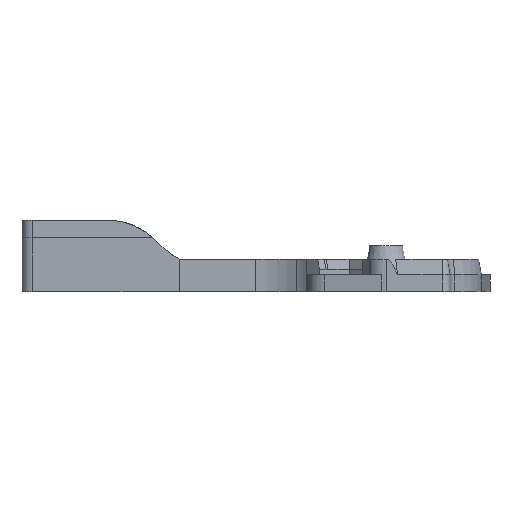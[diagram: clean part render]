
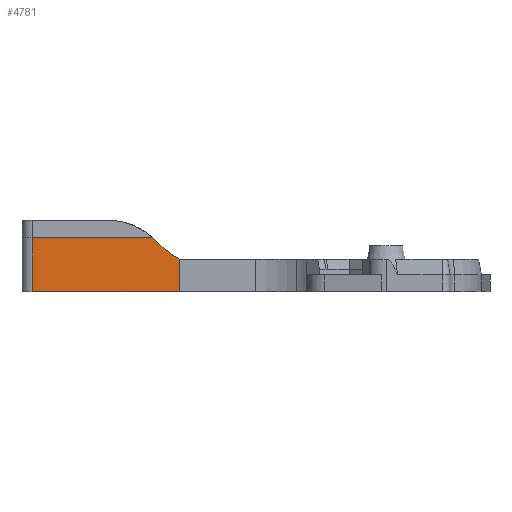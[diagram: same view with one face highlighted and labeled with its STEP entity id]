
A CAD part, front view. The second image highlights one B-rep face of the part: STEP entity #4781.
In plain terms, the highlighted planar face has unit normal (0, -1, 0).
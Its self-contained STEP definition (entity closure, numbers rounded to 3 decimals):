
#36=B_SPLINE_CURVE_WITH_KNOTS('',3,(#8039,#8040,#8041,#8042,#8043,#8044,
#8045,#8046,#8047,#8048,#8049,#8050,#8051,#8052,#8053,#8054,#8055,#8056,
#8057,#8058,#8059,#8060,#8061,#8062,#8063,#8064,#8065,#8066,#8067,#8068,
#8069,#8070,#8071,#8072,#8073,#8074,#8075,#8076,#8077,#8078),
 .UNSPECIFIED.,.F.,.F.,(4,3,3,3,3,3,3,3,3,3,3,3,3,4),(0.152,
0.173,0.196,0.222,0.247,0.269,
0.29,0.309,0.328,0.345,
0.362,0.38,0.396,0.397),
 .UNSPECIFIED.);
#213=PLANE('',#5205);
#428=FACE_OUTER_BOUND('',#718,.T.);
#718=EDGE_LOOP('',(#3853,#3854,#3855,#3856,#3857));
#1125=LINE('',#6981,#1575);
#1202=LINE('',#7332,#1652);
#1203=LINE('',#7335,#1653);
#1386=LINE('',#8038,#1836);
#1575=VECTOR('',#5498,10.);
#1652=VECTOR('',#5733,10.);
#1653=VECTOR('',#5736,10.);
#1836=VECTOR('',#6313,10.);
#2003=VERTEX_POINT('',#6914);
#2029=VERTEX_POINT('',#6978);
#2030=VERTEX_POINT('',#6980);
#2077=VERTEX_POINT('',#7143);
#2117=VERTEX_POINT('',#7334);
#2477=EDGE_CURVE('',#2029,#2030,#1125,.T.);
#2603=EDGE_CURVE('',#2030,#2077,#1202,.T.);
#2604=EDGE_CURVE('',#2077,#2117,#1203,.T.);
#2887=EDGE_CURVE('',#2029,#2003,#1386,.T.);
#2888=EDGE_CURVE('',#2003,#2117,#36,.T.);
#3853=ORIENTED_EDGE('',*,*,#2477,.F.);
#3854=ORIENTED_EDGE('',*,*,#2887,.T.);
#3855=ORIENTED_EDGE('',*,*,#2888,.T.);
#3856=ORIENTED_EDGE('',*,*,#2604,.F.);
#3857=ORIENTED_EDGE('',*,*,#2603,.F.);
#4781=ADVANCED_FACE('',(#428),#213,.T.);
#5205=AXIS2_PLACEMENT_3D('',#8037,#6311,#6312);
#5498=DIRECTION('',(-1.,0.,0.));
#5733=DIRECTION('',(0.,0.,1.));
#5736=DIRECTION('',(1.,0.,0.));
#6311=DIRECTION('center_axis',(0.,-1.,0.));
#6312=DIRECTION('ref_axis',(1.,0.,0.));
#6313=DIRECTION('',(0.,0.,1.));
#6914=CARTESIAN_POINT('',(142.477,233.922,8.144));
#6978=CARTESIAN_POINT('',(142.477,233.922,1.908));
#6980=CARTESIAN_POINT('',(114.378,233.922,1.908));
#6981=CARTESIAN_POINT('',(130.297,233.922,1.908));
#7143=CARTESIAN_POINT('',(114.378,233.922,12.211));
#7332=CARTESIAN_POINT('',(114.378,233.922,1.908));
#7334=CARTESIAN_POINT('',(137.378,233.922,12.211));
#7335=CARTESIAN_POINT('',(112.378,233.922,12.211));
#8037=CARTESIAN_POINT('Origin',(112.378,233.922,1.908));
#8038=CARTESIAN_POINT('',(142.477,233.922,5.316));
#8039=CARTESIAN_POINT('Ctrl Pts',(142.477,233.922,8.144));
#8040=CARTESIAN_POINT('Ctrl Pts',(142.287,233.922,8.232));
#8041=CARTESIAN_POINT('Ctrl Pts',(142.104,233.922,8.325));
#8042=CARTESIAN_POINT('Ctrl Pts',(141.928,233.922,8.421));
#8043=CARTESIAN_POINT('Ctrl Pts',(141.737,233.922,8.525));
#8044=CARTESIAN_POINT('Ctrl Pts',(141.554,233.922,8.633));
#8045=CARTESIAN_POINT('Ctrl Pts',(141.377,233.922,8.745));
#8046=CARTESIAN_POINT('Ctrl Pts',(141.173,233.922,8.875));
#8047=CARTESIAN_POINT('Ctrl Pts',(140.977,233.922,9.01));
#8048=CARTESIAN_POINT('Ctrl Pts',(140.788,233.922,9.148));
#8049=CARTESIAN_POINT('Ctrl Pts',(140.61,233.922,9.279));
#8050=CARTESIAN_POINT('Ctrl Pts',(140.438,233.922,9.414));
#8051=CARTESIAN_POINT('Ctrl Pts',(140.271,233.922,9.552));
#8052=CARTESIAN_POINT('Ctrl Pts',(140.12,233.922,9.676));
#8053=CARTESIAN_POINT('Ctrl Pts',(139.973,233.922,9.802));
#8054=CARTESIAN_POINT('Ctrl Pts',(139.828,233.922,9.93));
#8055=CARTESIAN_POINT('Ctrl Pts',(139.695,233.922,10.048));
#8056=CARTESIAN_POINT('Ctrl Pts',(139.563,233.922,10.168));
#8057=CARTESIAN_POINT('Ctrl Pts',(139.433,233.922,10.289));
#8058=CARTESIAN_POINT('Ctrl Pts',(139.31,233.922,10.403));
#8059=CARTESIAN_POINT('Ctrl Pts',(139.188,233.922,10.518));
#8060=CARTESIAN_POINT('Ctrl Pts',(139.066,233.922,10.634));
#8061=CARTESIAN_POINT('Ctrl Pts',(138.95,233.922,10.744));
#8062=CARTESIAN_POINT('Ctrl Pts',(138.835,233.922,10.856));
#8063=CARTESIAN_POINT('Ctrl Pts',(138.718,233.922,10.967));
#8064=CARTESIAN_POINT('Ctrl Pts',(138.609,233.922,11.072));
#8065=CARTESIAN_POINT('Ctrl Pts',(138.499,233.922,11.178));
#8066=CARTESIAN_POINT('Ctrl Pts',(138.388,233.922,11.284));
#8067=CARTESIAN_POINT('Ctrl Pts',(138.28,233.922,11.387));
#8068=CARTESIAN_POINT('Ctrl Pts',(138.171,233.922,11.49));
#8069=CARTESIAN_POINT('Ctrl Pts',(138.061,233.922,11.592));
#8070=CARTESIAN_POINT('Ctrl Pts',(137.95,233.922,11.696));
#8071=CARTESIAN_POINT('Ctrl Pts',(137.837,233.922,11.8));
#8072=CARTESIAN_POINT('Ctrl Pts',(137.724,233.922,11.904));
#8073=CARTESIAN_POINT('Ctrl Pts',(137.617,233.922,12.));
#8074=CARTESIAN_POINT('Ctrl Pts',(137.509,233.922,12.097));
#8075=CARTESIAN_POINT('Ctrl Pts',(137.4,233.922,12.192));
#8076=CARTESIAN_POINT('Ctrl Pts',(137.392,233.922,12.198));
#8077=CARTESIAN_POINT('Ctrl Pts',(137.385,233.922,12.205));
#8078=CARTESIAN_POINT('Ctrl Pts',(137.378,233.922,12.211));
